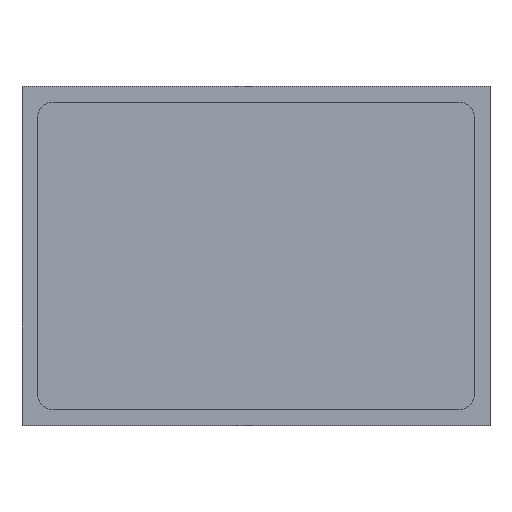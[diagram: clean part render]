
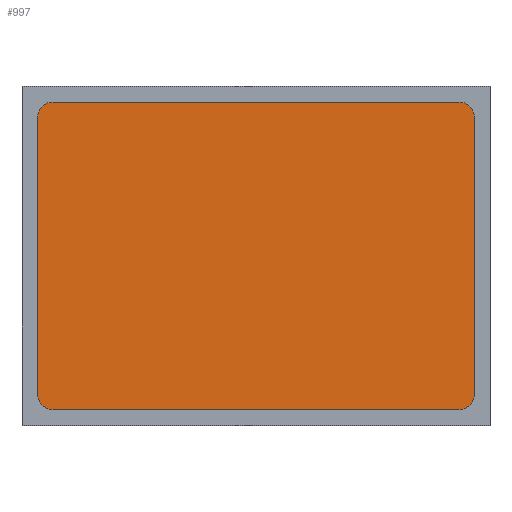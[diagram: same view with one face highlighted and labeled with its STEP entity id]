
A CAD part, top view. The second image highlights one B-rep face of the part: STEP entity #997.
In plain terms, the highlighted planar face has unit normal (0, 0, 1).
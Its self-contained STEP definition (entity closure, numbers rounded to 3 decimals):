
#731=CARTESIAN_POINT('',(39.25,29.75,33.5));
#732=VERTEX_POINT('',#731);
#733=CARTESIAN_POINT('',(42.25,26.75,33.5));
#734=VERTEX_POINT('',#733);
#735=CARTESIAN_POINT('',(39.25,26.75,33.5));
#736=DIRECTION('',(0.0,0.0,-1.));
#737=DIRECTION('',(0.707,0.707,0.0));
#738=AXIS2_PLACEMENT_3D('',#735,#736,#737);
#739=CIRCLE('',#738,3.);
#740=EDGE_CURVE('',#732,#734,#739,.T.);
#773=CARTESIAN_POINT('',(42.25,-26.75,33.5));
#774=VERTEX_POINT('',#773);
#775=CARTESIAN_POINT('',(42.25,26.75,33.5));
#776=DIRECTION('',(0.0,-1.0,0.0));
#777=VECTOR('',#776,53.5);
#778=LINE('',#775,#777);
#779=EDGE_CURVE('',#734,#774,#778,.T.);
#804=CARTESIAN_POINT('',(39.25,-29.75,33.5));
#805=VERTEX_POINT('',#804);
#806=CARTESIAN_POINT('',(39.25,-26.75,33.5));
#807=DIRECTION('',(0.0,0.0,-1.));
#808=DIRECTION('',(0.707,-0.707,0.0));
#809=AXIS2_PLACEMENT_3D('',#806,#807,#808);
#810=CIRCLE('',#809,3.);
#811=EDGE_CURVE('',#774,#805,#810,.T.);
#837=CARTESIAN_POINT('',(-39.25,-29.75,33.5));
#838=VERTEX_POINT('',#837);
#839=CARTESIAN_POINT('',(39.25,-29.75,33.5));
#840=DIRECTION('',(-1.0,0.0,0.0));
#841=VECTOR('',#840,78.5);
#842=LINE('',#839,#841);
#843=EDGE_CURVE('',#805,#838,#842,.T.);
#868=CARTESIAN_POINT('',(-42.25,-26.75,33.5));
#869=VERTEX_POINT('',#868);
#870=CARTESIAN_POINT('',(-39.25,-26.75,33.5));
#871=DIRECTION('',(0.0,0.0,-1.));
#872=DIRECTION('',(-0.707,-0.707,0.0));
#873=AXIS2_PLACEMENT_3D('',#870,#871,#872);
#874=CIRCLE('',#873,3.);
#875=EDGE_CURVE('',#838,#869,#874,.T.);
#901=CARTESIAN_POINT('',(-42.25,26.75,33.5));
#902=VERTEX_POINT('',#901);
#903=CARTESIAN_POINT('',(-42.25,-26.75,33.5));
#904=DIRECTION('',(0.0,1.0,0.0));
#905=VECTOR('',#904,53.5);
#906=LINE('',#903,#905);
#907=EDGE_CURVE('',#869,#902,#906,.T.);
#932=CARTESIAN_POINT('',(-39.25,29.75,33.5));
#933=VERTEX_POINT('',#932);
#934=CARTESIAN_POINT('',(-39.25,26.75,33.5));
#935=DIRECTION('',(0.0,0.0,-1.));
#936=DIRECTION('',(-0.707,0.707,0.0));
#937=AXIS2_PLACEMENT_3D('',#934,#935,#936);
#938=CIRCLE('',#937,3.);
#939=EDGE_CURVE('',#902,#933,#938,.T.);
#965=CARTESIAN_POINT('',(-39.25,29.75,33.5));
#966=DIRECTION('',(1.0,0.0,0.0));
#967=VECTOR('',#966,78.5);
#968=LINE('',#965,#967);
#969=EDGE_CURVE('',#933,#732,#968,.T.);
#982=CARTESIAN_POINT('',(0.,0.,33.5));
#983=DIRECTION('',(0.0,0.0,1.0));
#984=DIRECTION('',(1.0,0.0,0.0));
#985=AXIS2_PLACEMENT_3D('',#982,#983,#984);
#986=PLANE('',#985);
#987=ORIENTED_EDGE('',*,*,#740,.F.);
#988=ORIENTED_EDGE('',*,*,#969,.F.);
#989=ORIENTED_EDGE('',*,*,#939,.F.);
#990=ORIENTED_EDGE('',*,*,#907,.F.);
#991=ORIENTED_EDGE('',*,*,#875,.F.);
#992=ORIENTED_EDGE('',*,*,#843,.F.);
#993=ORIENTED_EDGE('',*,*,#811,.F.);
#994=ORIENTED_EDGE('',*,*,#779,.F.);
#995=EDGE_LOOP('',(#987,#988,#989,#990,#991,#992,#993,#994));
#996=FACE_OUTER_BOUND('',#995,.T.);
#997=ADVANCED_FACE('',(#996),#986,.T.);
